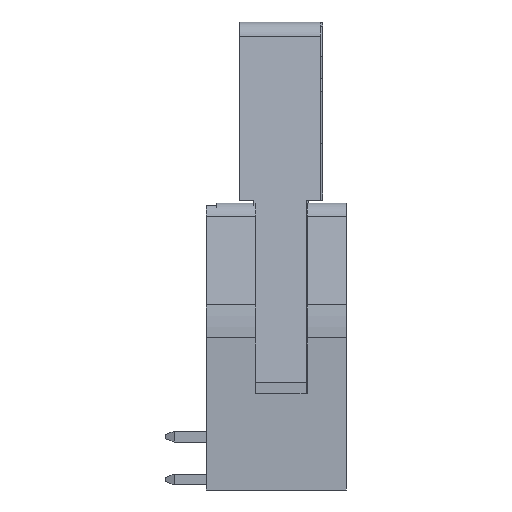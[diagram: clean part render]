
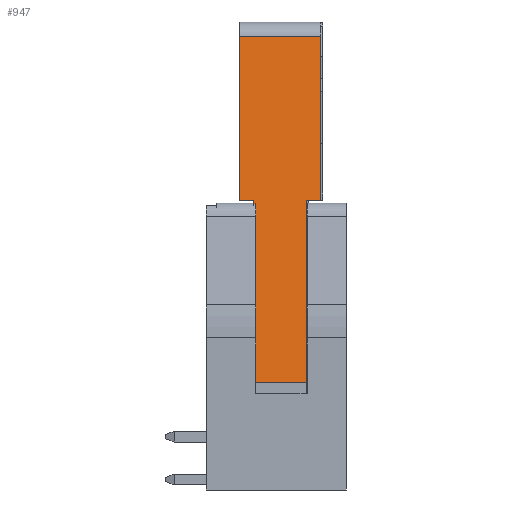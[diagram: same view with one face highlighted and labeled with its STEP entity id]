
A CAD part, left-side view. The second image highlights one B-rep face of the part: STEP entity #947.
In plain terms, the highlighted face is planar.
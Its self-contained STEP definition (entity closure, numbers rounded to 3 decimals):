
#947 = ADVANCED_FACE( '', ( #1871 ), #1872, .T. );
#1871 = FACE_OUTER_BOUND( '', #2844, .T. );
#1872 = PLANE( '', #2845 );
#2844 = EDGE_LOOP( '', ( #5046, #5047, #5048, #5049, #5050, #5051, #5052, #5053 ) );
#2845 = AXIS2_PLACEMENT_3D( '', #5054, #5055, #5056 );
#5046 = ORIENTED_EDGE( '', *, *, #7259, .T. );
#5047 = ORIENTED_EDGE( '', *, *, #7061, .F. );
#5048 = ORIENTED_EDGE( '', *, *, #7026, .T. );
#5049 = ORIENTED_EDGE( '', *, *, #7260, .T. );
#5050 = ORIENTED_EDGE( '', *, *, #7097, .F. );
#5051 = ORIENTED_EDGE( '', *, *, #7261, .F. );
#5052 = ORIENTED_EDGE( '', *, *, #7262, .T. );
#5053 = ORIENTED_EDGE( '', *, *, #7263, .F. );
#5054 = CARTESIAN_POINT( '', ( 2., -2.4, 14.239 ) );
#5055 = DIRECTION( '', ( 0.993, 0., 0.118 ) );
#5056 = DIRECTION( '', ( 0.118, 0., -0.993 ) );
#7026 = EDGE_CURVE( '', #8733, #8730, #8734, .F. );
#7061 = EDGE_CURVE( '', #8733, #8786, #8787, .T. );
#7097 = EDGE_CURVE( '', #8831, #8829, #8833, .T. );
#7259 = EDGE_CURVE( '', #9054, #8786, #9055, .T. );
#7260 = EDGE_CURVE( '', #8730, #8829, #9056, .T. );
#7261 = EDGE_CURVE( '', #9057, #8831, #9058, .T. );
#7262 = EDGE_CURVE( '', #9057, #9059, #9060, .T. );
#7263 = EDGE_CURVE( '', #9054, #9059, #9061, .T. );
#8730 = VERTEX_POINT( '', #11111 );
#8733 = VERTEX_POINT( '', #11114 );
#8734 = LINE( '', #11115, #11116 );
#8786 = VERTEX_POINT( '', #11191 );
#8787 = LINE( '', #11192, #11193 );
#8829 = VERTEX_POINT( '', #11258 );
#8831 = VERTEX_POINT( '', #11261 );
#8833 = LINE( '', #11264, #11265 );
#9054 = VERTEX_POINT( '', #11607 );
#9055 = LINE( '', #11608, #11609 );
#9056 = LINE( '', #11610, #11611 );
#9057 = VERTEX_POINT( '', #11612 );
#9058 = LINE( '', #11613, #11614 );
#9059 = VERTEX_POINT( '', #11615 );
#9060 = LINE( '', #11616, #11617 );
#9061 = LINE( '', #11618, #11619 );
#11111 = CARTESIAN_POINT( '', ( 2.222, -2.4, 12.369 ) );
#11114 = CARTESIAN_POINT( '', ( 2.222, 2.4, 12.369 ) );
#11115 = CARTESIAN_POINT( '', ( 2.222, -2.4, 12.369 ) );
#11116 = VECTOR( '', #12752, 1000. );
#11191 = CARTESIAN_POINT( '', ( 3.368, 2.4, 2.703 ) );
#11192 = CARTESIAN_POINT( '', ( 2., 2.4, 14.239 ) );
#11193 = VECTOR( '', #12785, 1000. );
#11258 = CARTESIAN_POINT( '', ( 3.368, -2.4, 2.703 ) );
#11261 = CARTESIAN_POINT( '', ( 3.368, -1.57, 2.703 ) );
#11264 = CARTESIAN_POINT( '', ( 3.368, -1.57, 2.703 ) );
#11265 = VECTOR( '', #12811, 1000. );
#11607 = CARTESIAN_POINT( '', ( 3.368, 1.57, 2.703 ) );
#11608 = CARTESIAN_POINT( '', ( 3.368, 1.57, 2.703 ) );
#11609 = VECTOR( '', #12951, 1000. );
#11610 = CARTESIAN_POINT( '', ( 2., -2.4, 14.239 ) );
#11611 = VECTOR( '', #12952, 1000. );
#11612 = CARTESIAN_POINT( '', ( 4.65, -1.57, -8.11 ) );
#11613 = CARTESIAN_POINT( '', ( 3.368, -1.57, 2.703 ) );
#11614 = VECTOR( '', #12953, 1000. );
#11615 = CARTESIAN_POINT( '', ( 4.65, 1.57, -8.11 ) );
#11616 = CARTESIAN_POINT( '', ( 4.65, -2.4, -8.11 ) );
#11617 = VECTOR( '', #12954, 1000. );
#11618 = CARTESIAN_POINT( '', ( 3.368, 1.57, 2.703 ) );
#11619 = VECTOR( '', #12955, 1000. );
#12752 = DIRECTION( '', ( 0., 1., 0. ) );
#12785 = DIRECTION( '', ( 0.118, 0., -0.993 ) );
#12811 = DIRECTION( '', ( 0., -1., 0. ) );
#12951 = DIRECTION( '', ( 0., 1., 0. ) );
#12952 = DIRECTION( '', ( 0.118, 0., -0.993 ) );
#12953 = DIRECTION( '', ( -0.118, 0., 0.993 ) );
#12954 = DIRECTION( '', ( 0., 1., 0. ) );
#12955 = DIRECTION( '', ( 0.118, 0., -0.993 ) );
